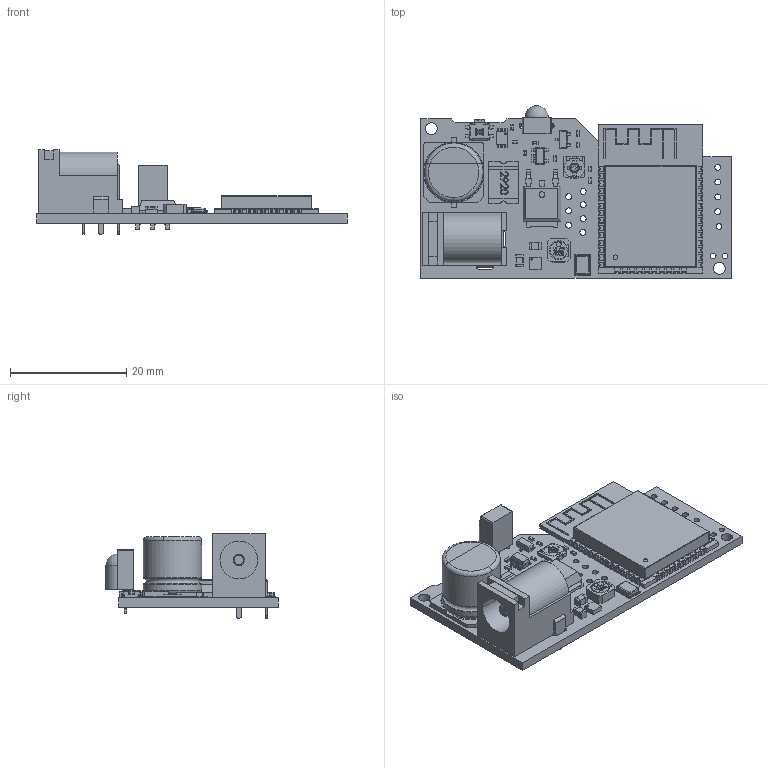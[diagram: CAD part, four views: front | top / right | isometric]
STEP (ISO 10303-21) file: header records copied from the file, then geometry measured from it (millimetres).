
FILE_DESCRIPTION(('FreeCAD Model'),'2;1');
FILE_NAME('Open CASCADE Shape Model','2022-08-21T18:49:38',('Author'),( ''),'Open CASCADE STEP processor 7.5','FreeCAD','Unknown');
FILE_SCHEMA(('AUTOMOTIVE_DESIGN { 1 0 10303 214 1 1 1 1 }'));
Length unit declared in the file: millimetre
Products named in the file (40): LedBox_V2.1_REV_01; Board_Geoms_921b; Pcb_921b; Step_Models_921b; Top_921b; R1_R_0402_1005Metric_ea64688ec81d; L1_User Library-VLCF4024_e6b25f139f44; User Library-VLCF4020; User Library-VLCF4021; User Library-VLCF4022; User Library-VLCF4023; Q1_SOT_23_9dedd0ab198e; C3_C_0805_2012Metric_016b21b58ce6; J3_CUI_PJ-102A004_b16be7c624eb; CUI_PJ-102A; CUI_PJ-102A001; CUI_PJ-102A002; CUI_PJ-102A003; Q2_TO_252_2_468f7ec9cadf; RV1_TC-33X-2_ASM_c24c0443165a; TC-33X-2_SUBSTR_ASM; TC33_SUBST1; C6_C_0402_1005Metric_6181547b910b; U1_VSSOP_8_23x2mm_P05mm_d019f82b1c84; U3_WSON_8_1EP_2x2mm_P05mm_EP09x16mm_e70df83635c2; U4_Vishay_MINICAST-3Pin_85a5d022df47; U2_SOT_23_5_09ac4aef4264; F1_User Library-Fuse 2928_4631fe2eef5e; User Library-Fuse 2920; User Library-Fuse 2921; User Library-Fuse 2922; User Library-Fuse 2923; User Library-Fuse 2924; User Library-Fuse 2925; User Library-Fuse 2926; User Library-Fuse 2927; SW1_EVQP7-LC-01P_617bc76bd9d0; MIC1_ICS-43434 3D POD v2_8d9d529ec08a; U5_ESP32-WROOM-32_c70e7a88b7cf; C4_CP_Elec_10x105_3cfc21b2ef65
Assembly tree (47 placements, depth 6):
  LedBox_V2.1_REV_01
    Board_Geoms_921b
      Pcb_921b
    Step_Models_921b
      Top_921b
        R1_R_0402_1005Metric_ea64688ec81d  x4
        L1_User Library-VLCF4024_e6b25f139f44
          User Library-VLCF4020
          User Library-VLCF4021
          User Library-VLCF4022
          User Library-VLCF4023
        Q1_SOT_23_9dedd0ab198e
        C3_C_0805_2012Metric_016b21b58ce6  x2
        J3_CUI_PJ-102A004_b16be7c624eb
          CUI_PJ-102A
          CUI_PJ-102A001
          CUI_PJ-102A002
          CUI_PJ-102A003
        Q2_TO_252_2_468f7ec9cadf
        RV1_TC-33X-2_ASM_c24c0443165a
          TC-33X-2_SUBSTR_ASM
            TC33_SUBST1
        C6_C_0402_1005Metric_6181547b910b  x5
        U1_VSSOP_8_23x2mm_P05mm_d019f82b1c84
        U3_WSON_8_1EP_2x2mm_P05mm_EP09x16mm_e70df83635c2
        U4_Vishay_MINICAST-3Pin_85a5d022df47
        U2_SOT_23_5_09ac4aef4264
        F1_User Library-Fuse 2928_4631fe2eef5e
          User Library-Fuse 2920
          User Library-Fuse 2921
          User Library-Fuse 2922
          User Library-Fuse 2923
          User Library-Fuse 2924
          User Library-Fuse 2925
          User Library-Fuse 2926
          User Library-Fuse 2927
        SW1_EVQP7-LC-01P_617bc76bd9d0
        MIC1_ICS-43434 3D POD v2_8d9d529ec08a
        U5_ESP32-WROOM-32_c70e7a88b7cf
        C4_CP_Elec_10x105_3cfc21b2ef65
Bounding box: 53.29 x 29.6 x 14.5 mm (x, y, z)
Volume: 5155 mm3; surface area: 6622.7 mm2
Topology: 35 solids, 40 shells, 2547 faces, 6705 edges, 4278 vertices
Faces by surface type: plane 1790, cylinder 461, bspline 280, torus 8, sphere 5, cone 2, revolution 1
Full cylindrical faces by diameter (mm): 0.25 x4, 0.375 x1, 0.5 x1, 0.7 x2, 0.8 x2, 0.9 x3, 0.991 x3, 1 x12, 1.025 x1, 1.625 x1, 2 x2, 10 x2
Entity records: 85946 total; most frequent: CARTESIAN_POINT 17611, ORIENTED_EDGE 12260, DIRECTION 11191, EDGE_CURVE 6136, LINE 4772, VECTOR 4772, VERTEX_POINT 3906, AXIS2_PLACEMENT_3D 3209
